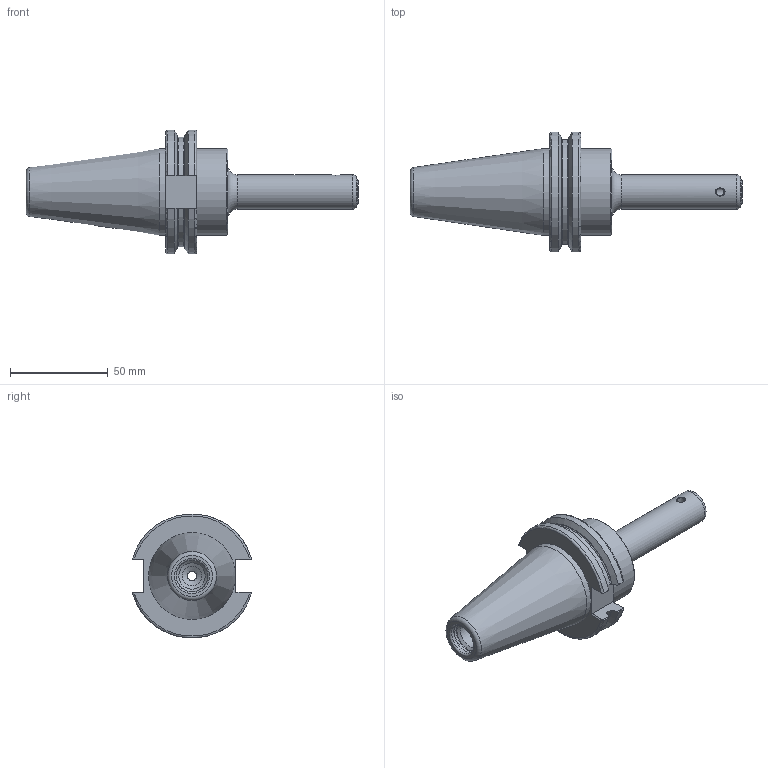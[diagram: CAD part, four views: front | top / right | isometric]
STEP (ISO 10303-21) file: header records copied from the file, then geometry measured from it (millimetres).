
FILE_DESCRIPTION(/* description */ (''),/* implementation_level */ '2;1');
FILE_NAME(/* name */ 'CAT40-EM018-0400.stp',/* time_stamp */ '2019-07-16T09:11:23-05:00',/* author */ ('ldfli'),/* organization */ ('Pioneer N.A.'),/* preprocessor_version */ 'ST-DEVELOPER v18',/* originating_system */ 'Autodesk Inventor LT',/* authorisation */ '');
FILE_SCHEMA (('AUTOMOTIVE_DESIGN { 1 0 10303 214 3 1 1 }'));
Length unit declared in the file: millimetre
Products named in the file (1): CAT40-EM018-0400
Bounding box: 169.85 x 61.14 x 63.31 mm (x, y, z)
Volume: 139503.2 mm3; surface area: 27752.6 mm2
Topology: 1 solids, 1 shells, 91 faces, 260 edges, 175 vertices
Faces by surface type: plane 32, cylinder 16, bspline 16, torus 14, cone 13
Full cylindrical faces by diameter (mm): 3.962 x1, 4.763 x1, 10 x2, 13.494 x1, 16.3 x1, 16.8 x1, 17.526 x1, 44.45 x2
Entity records: 3819 total; most frequent: CARTESIAN_POINT 1478, ORIENTED_EDGE 518, DIRECTION 445, EDGE_CURVE 259, VERTEX_POINT 175, AXIS2_PLACEMENT_3D 171, LINE 103, VECTOR 103
